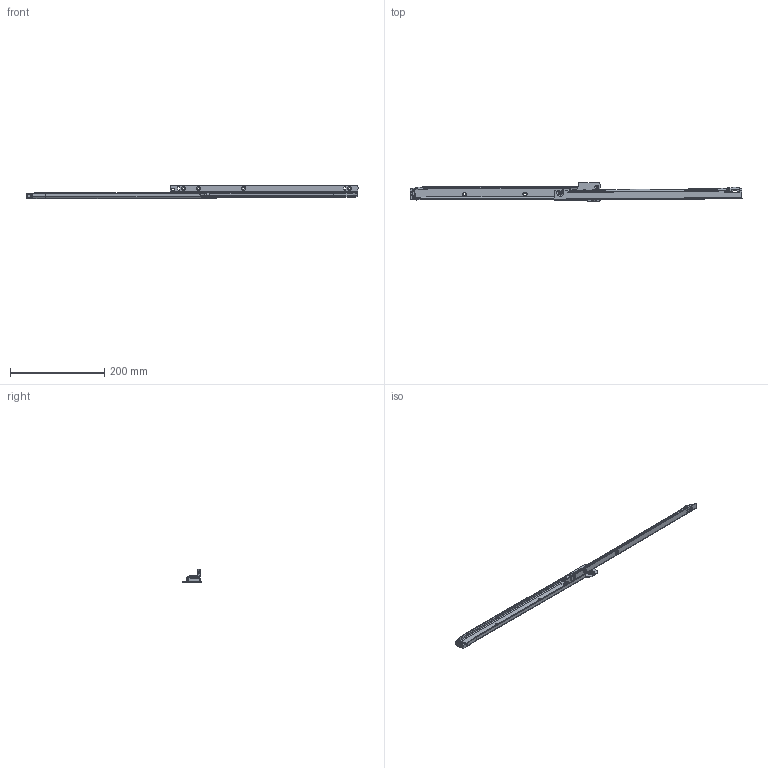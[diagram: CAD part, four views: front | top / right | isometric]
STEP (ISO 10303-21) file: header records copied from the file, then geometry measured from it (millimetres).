
FILE_DESCRIPTION (( 'STEP AP214' ), '1' );
FILE_NAME ('FR_2071.0400mm_16inch_open_right.STEP', '2022-11-15T09:06:05', ( '' ), ( '' ), 'SwSTEP 2.0', 'SolidWorks 2020', '' );
FILE_SCHEMA (( 'AUTOMOTIVE_DESIGN' ));
Length unit declared in the file: millimetre
Products named in the file (6): 2071.XXX-01.0000.re_NL  400; FR_2071.0400mm_16inch_open_right; AG-020; 2071.XXX-03.0000.re_NL  400
Assembly tree (5 placements, depth 3):
  FR_2071.0400mm_16inch_open_right
    2071.XXX-01.0000.re_NL  400
      2071.XXX-01.0000.re_NL  400
      AG-020
    2071.XXX-03.0000.re_NL  400
      2071.XXX-03.0000.re_NL  400
Bounding box: 703.36 x 39.5 x 27.83 mm (x, y, z)
Volume: 68501.4 mm3; surface area: 72726.8 mm2
Topology: 3 solids, 3 shells, 454 faces, 1163 edges, 708 vertices
Faces by surface type: plane 180, cylinder 157, torus 48, cone 37, bspline 32
Entity records: 14908 total; most frequent: CARTESIAN_POINT 3800, ORIENTED_EDGE 2324, DIRECTION 2284, EDGE_CURVE 1162, AXIS2_PLACEMENT_3D 856, VERTEX_POINT 708, VECTOR 572, LINE 572
